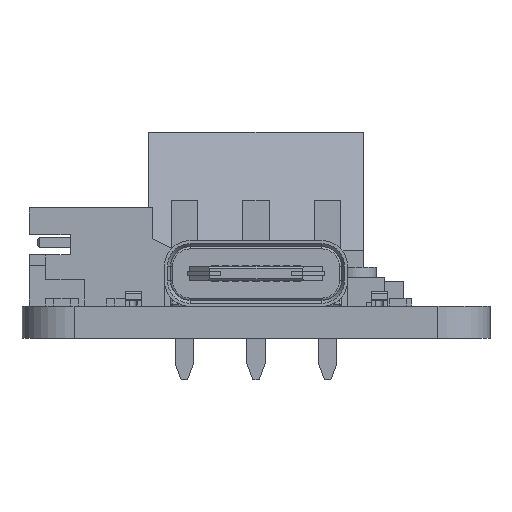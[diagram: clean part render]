
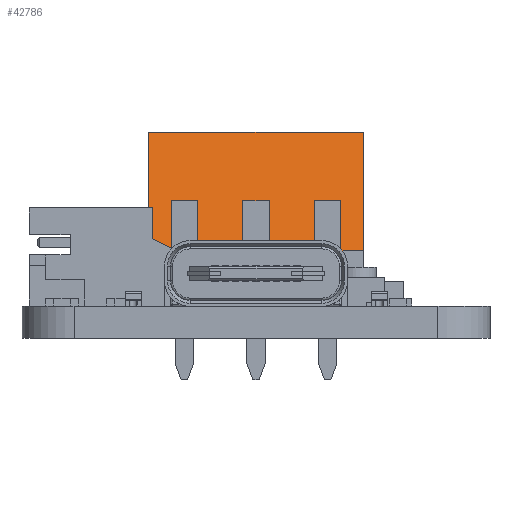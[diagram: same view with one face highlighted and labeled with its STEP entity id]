
A CAD part, left-side view. The second image highlights one B-rep face of the part: STEP entity #42786.
In plain terms, the highlighted face is planar.
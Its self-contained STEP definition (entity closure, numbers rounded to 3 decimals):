
#3804=FACE_OUTER_BOUND('',#6300,.T.);
#6300=EDGE_LOOP('',(#34708,#34709,#34710,#34711,#34712,#34713,#34714,#34715,
#34716,#34717,#34718,#34719,#34720,#34721,#34722,#34723));
#10550=LINE('',#67071,#15355);
#10551=LINE('',#67073,#15356);
#10552=LINE('',#67075,#15357);
#10553=LINE('',#67077,#15358);
#10554=LINE('',#67079,#15359);
#10555=LINE('',#67081,#15360);
#10556=LINE('',#67083,#15361);
#10557=LINE('',#67085,#15362);
#10558=LINE('',#67087,#15363);
#10559=LINE('',#67089,#15364);
#10560=LINE('',#67091,#15365);
#10561=LINE('',#67093,#15366);
#10562=LINE('',#67095,#15367);
#10563=LINE('',#67097,#15368);
#10564=LINE('',#67099,#15369);
#10565=LINE('',#67100,#15370);
#15355=VECTOR('',#55149,1000.);
#15356=VECTOR('',#55150,1000.);
#15357=VECTOR('',#55151,1000.);
#15358=VECTOR('',#55152,1000.);
#15359=VECTOR('',#55153,1000.);
#15360=VECTOR('',#55154,1000.);
#15361=VECTOR('',#55155,1000.);
#15362=VECTOR('',#55156,1000.);
#15363=VECTOR('',#55157,1000.);
#15364=VECTOR('',#55158,1000.);
#15365=VECTOR('',#55159,1000.);
#15366=VECTOR('',#55160,1000.);
#15367=VECTOR('',#55161,1000.);
#15368=VECTOR('',#55162,1000.);
#15369=VECTOR('',#55163,1000.);
#15370=VECTOR('',#55164,1000.);
#19346=VERTEX_POINT('',#67069);
#19347=VERTEX_POINT('',#67070);
#19348=VERTEX_POINT('',#67072);
#19349=VERTEX_POINT('',#67074);
#19350=VERTEX_POINT('',#67076);
#19351=VERTEX_POINT('',#67078);
#19352=VERTEX_POINT('',#67080);
#19353=VERTEX_POINT('',#67082);
#19354=VERTEX_POINT('',#67084);
#19355=VERTEX_POINT('',#67086);
#19356=VERTEX_POINT('',#67088);
#19357=VERTEX_POINT('',#67090);
#19358=VERTEX_POINT('',#67092);
#19359=VERTEX_POINT('',#67094);
#19360=VERTEX_POINT('',#67096);
#19361=VERTEX_POINT('',#67098);
#24616=EDGE_CURVE('',#19346,#19347,#10550,.T.);
#24617=EDGE_CURVE('',#19346,#19348,#10551,.T.);
#24618=EDGE_CURVE('',#19348,#19349,#10552,.T.);
#24619=EDGE_CURVE('',#19349,#19350,#10553,.T.);
#24620=EDGE_CURVE('',#19350,#19351,#10554,.T.);
#24621=EDGE_CURVE('',#19351,#19352,#10555,.T.);
#24622=EDGE_CURVE('',#19352,#19353,#10556,.T.);
#24623=EDGE_CURVE('',#19353,#19354,#10557,.T.);
#24624=EDGE_CURVE('',#19354,#19355,#10558,.T.);
#24625=EDGE_CURVE('',#19355,#19356,#10559,.T.);
#24626=EDGE_CURVE('',#19356,#19357,#10560,.T.);
#24627=EDGE_CURVE('',#19357,#19358,#10561,.T.);
#24628=EDGE_CURVE('',#19358,#19359,#10562,.T.);
#24629=EDGE_CURVE('',#19359,#19360,#10563,.T.);
#24630=EDGE_CURVE('',#19360,#19361,#10564,.T.);
#24631=EDGE_CURVE('',#19347,#19361,#10565,.T.);
#34708=ORIENTED_EDGE('',*,*,#24616,.F.);
#34709=ORIENTED_EDGE('',*,*,#24617,.T.);
#34710=ORIENTED_EDGE('',*,*,#24618,.T.);
#34711=ORIENTED_EDGE('',*,*,#24619,.T.);
#34712=ORIENTED_EDGE('',*,*,#24620,.T.);
#34713=ORIENTED_EDGE('',*,*,#24621,.T.);
#34714=ORIENTED_EDGE('',*,*,#24622,.T.);
#34715=ORIENTED_EDGE('',*,*,#24623,.T.);
#34716=ORIENTED_EDGE('',*,*,#24624,.T.);
#34717=ORIENTED_EDGE('',*,*,#24625,.T.);
#34718=ORIENTED_EDGE('',*,*,#24626,.T.);
#34719=ORIENTED_EDGE('',*,*,#24627,.T.);
#34720=ORIENTED_EDGE('',*,*,#24628,.T.);
#34721=ORIENTED_EDGE('',*,*,#24629,.T.);
#34722=ORIENTED_EDGE('',*,*,#24630,.T.);
#34723=ORIENTED_EDGE('',*,*,#24631,.F.);
#39184=PLANE('',#46002);
#42786=ADVANCED_FACE('',(#3804),#39184,.F.);
#46002=AXIS2_PLACEMENT_3D('',#67068,#55147,#55148);
#55147=DIRECTION('center_axis',(0.,-0.962,
-0.274));
#55148=DIRECTION('ref_axis',(0.,0.274,-0.962));
#55149=DIRECTION('',(0.,-0.274,0.962));
#55150=DIRECTION('',(-1.,0.,0.));
#55151=DIRECTION('',(0.,-0.274,0.962));
#55152=DIRECTION('',(-1.,0.,0.));
#55153=DIRECTION('',(0.,0.274,-0.962));
#55154=DIRECTION('',(-1.,0.,0.));
#55155=DIRECTION('',(0.,-0.274,0.962));
#55156=DIRECTION('',(-1.,0.,0.));
#55157=DIRECTION('',(0.,0.274,-0.962));
#55158=DIRECTION('',(-1.,0.,0.));
#55159=DIRECTION('',(0.,-0.274,0.962));
#55160=DIRECTION('',(-1.,0.,0.));
#55161=DIRECTION('',(0.,0.274,-0.962));
#55162=DIRECTION('',(-1.,0.,0.));
#55163=DIRECTION('',(0.,-0.274,0.962));
#55164=DIRECTION('',(-1.,0.,0.));
#67068=CARTESIAN_POINT('Origin',(5.25,2.,8.5));
#67069=CARTESIAN_POINT('',(5.25,3.65,2.7));
#67070=CARTESIAN_POINT('',(5.25,2.,8.5));
#67071=CARTESIAN_POINT('',(5.25,3.458,3.373));
#67072=CARTESIAN_POINT('',(4.15,3.65,2.7));
#67073=CARTESIAN_POINT('',(5.25,3.65,2.7));
#67074=CARTESIAN_POINT('',(4.15,2.95,5.161));
#67075=CARTESIAN_POINT('',(4.15,2.,8.5));
#67076=CARTESIAN_POINT('',(2.85,2.95,5.161));
#67077=CARTESIAN_POINT('',(5.25,2.95,5.161));
#67078=CARTESIAN_POINT('',(2.85,3.65,2.7));
#67079=CARTESIAN_POINT('',(2.85,2.,8.5));
#67080=CARTESIAN_POINT('',(0.65,3.65,2.7));
#67081=CARTESIAN_POINT('',(5.25,3.65,2.7));
#67082=CARTESIAN_POINT('',(0.65,2.95,5.161));
#67083=CARTESIAN_POINT('',(0.65,2.,8.5));
#67084=CARTESIAN_POINT('',(-0.65,2.95,5.161));
#67085=CARTESIAN_POINT('',(5.25,2.95,5.161));
#67086=CARTESIAN_POINT('',(-0.65,3.65,2.7));
#67087=CARTESIAN_POINT('',(-0.65,2.,8.5));
#67088=CARTESIAN_POINT('',(-2.85,3.65,2.7));
#67089=CARTESIAN_POINT('',(5.25,3.65,2.7));
#67090=CARTESIAN_POINT('',(-2.85,2.95,5.161));
#67091=CARTESIAN_POINT('',(-2.85,2.,8.5));
#67092=CARTESIAN_POINT('',(-4.15,2.95,5.161));
#67093=CARTESIAN_POINT('',(5.25,2.95,5.161));
#67094=CARTESIAN_POINT('',(-4.15,3.65,2.7));
#67095=CARTESIAN_POINT('',(-4.15,2.,8.5));
#67096=CARTESIAN_POINT('',(-5.25,3.65,2.7));
#67097=CARTESIAN_POINT('',(5.25,3.65,2.7));
#67098=CARTESIAN_POINT('',(-5.25,2.,8.5));
#67099=CARTESIAN_POINT('',(-5.25,2.,8.5));
#67100=CARTESIAN_POINT('',(5.25,2.,8.5));
